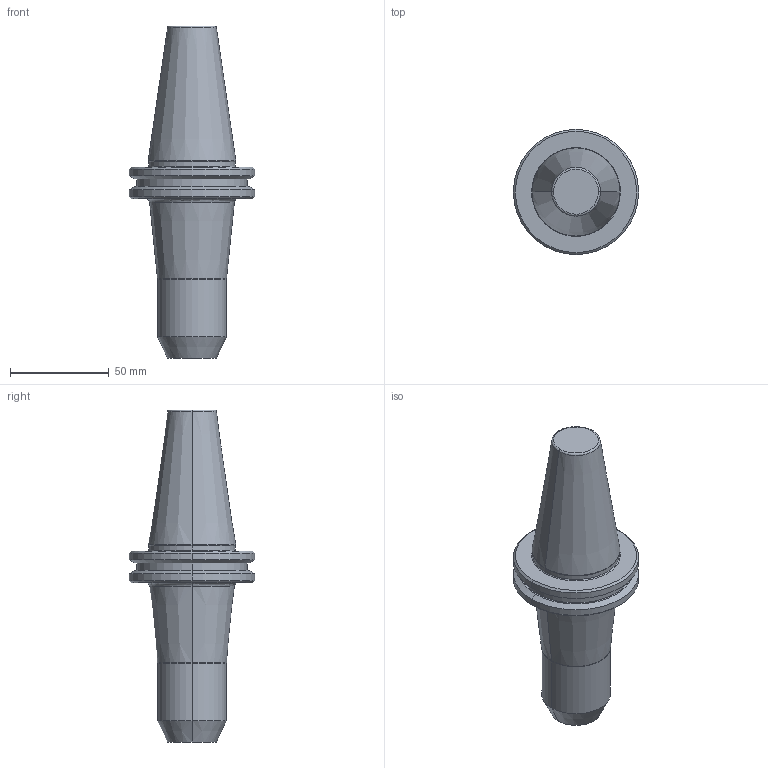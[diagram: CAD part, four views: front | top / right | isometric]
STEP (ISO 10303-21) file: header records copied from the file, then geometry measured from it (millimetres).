
FILE_DESCRIPTION (( 'STEP AP203' ), '1' );
FILE_NAME ('SK40 WE10 100 AD-6.3G15000 SL.STEP', '2019-04-27T08:12:28', ( '' ), ( '' ), 'SwSTEP 2.0', 'SolidWorks 2014', '' );
FILE_SCHEMA (( 'CONFIG_CONTROL_DESIGN' ));
Length unit declared in the file: millimetre
Products named in the file (1): SK40 WE10 100 AD-6.3G15000 SL
Bounding box: 63.5 x 63.5 x 168.4 mm (x, y, z)
Volume: 202524 mm3; surface area: 25261.5 mm2
Topology: 1 solids, 1 shells, 41 faces, 81 edges, 46 vertices
Faces by surface type: cone 16, cylinder 10, bspline 8, plane 7
Entity records: 1624 total; most frequent: CARTESIAN_POINT 717, DIRECTION 187, ORIENTED_EDGE 162, EDGE_CURVE 81, AXIS2_PLACEMENT_3D 80, CIRCLE 46, VERTEX_POINT 46, EDGE_LOOP 45
